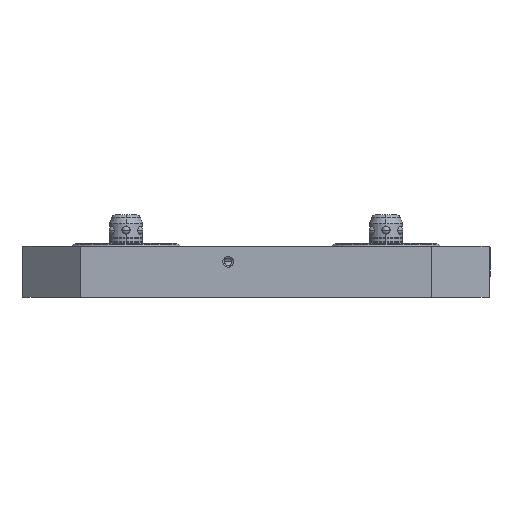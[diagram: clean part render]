
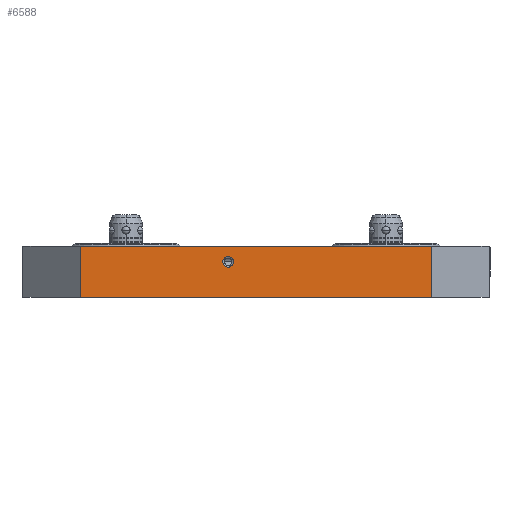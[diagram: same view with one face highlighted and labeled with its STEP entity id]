
A CAD part, left-side view. The second image highlights one B-rep face of the part: STEP entity #6588.
In plain terms, the highlighted planar face has unit normal (-1, 0, 0).
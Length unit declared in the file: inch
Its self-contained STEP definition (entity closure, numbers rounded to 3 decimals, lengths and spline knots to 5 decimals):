
#2637=CARTESIAN_POINT('',(-4.37008,0.66929,6.91831));
#2638=VERTEX_POINT('',#2637);
#2647=CARTESIAN_POINT('',(-4.37008,0.89469,6.69291));
#2648=VERTEX_POINT('',#2647);
#2649=CARTESIAN_POINT('',(-4.37008,0.66929,6.69291));
#2650=DIRECTION('',(1.0,0.0,0.0));
#2651=DIRECTION('',(0.0,1.0,0.0));
#2652=AXIS2_PLACEMENT_3D('',#2649,#2650,#2651);
#2653=CIRCLE('',#2652,0.22539);
#2654=EDGE_CURVE('',#2648,#2638,#2653,.T.);
#2679=CARTESIAN_POINT('',(-4.37008,0.66929,6.46752));
#2680=VERTEX_POINT('',#2679);
#2689=CARTESIAN_POINT('',(-4.37008,0.4439,6.69291));
#2690=VERTEX_POINT('',#2689);
#2691=CARTESIAN_POINT('',(-4.37008,0.66929,6.69291));
#2692=DIRECTION('',(1.0,0.0,0.0));
#2693=DIRECTION('',(0.0,1.0,0.0));
#2694=AXIS2_PLACEMENT_3D('',#2691,#2692,#2693);
#2695=CIRCLE('',#2694,0.22539);
#2696=EDGE_CURVE('',#2690,#2680,#2695,.T.);
#5392=CARTESIAN_POINT('',(-4.37008,0.66929,6.69291));
#5393=DIRECTION('',(1.0,0.0,0.0));
#5394=DIRECTION('',(0.0,1.0,0.0));
#5395=AXIS2_PLACEMENT_3D('',#5392,#5393,#5394);
#5396=CIRCLE('',#5395,0.22539);
#5397=EDGE_CURVE('',#2680,#2648,#5396,.T.);
#5410=CARTESIAN_POINT('',(-4.37008,0.66929,6.69291));
#5411=DIRECTION('',(1.0,0.0,0.0));
#5412=DIRECTION('',(0.0,1.0,0.0));
#5413=AXIS2_PLACEMENT_3D('',#5410,#5411,#5412);
#5414=CIRCLE('',#5413,0.22539);
#5415=EDGE_CURVE('',#2638,#2690,#5414,.T.);
#5762=CARTESIAN_POINT('',(-4.37008,0.,12.95276));
#5763=VERTEX_POINT('',#5762);
#5770=CARTESIAN_POINT('',(-4.37008,0.,-1.92913));
#5771=VERTEX_POINT('',#5770);
#5772=CARTESIAN_POINT('',(-4.37008,0.,12.95276));
#5773=DIRECTION('',(0.0,0.0,-1.0));
#5774=VECTOR('',#5773,14.88189);
#5775=LINE('',#5772,#5774);
#5776=EDGE_CURVE('',#5763,#5771,#5775,.T.);
#6540=CARTESIAN_POINT('',(-4.37008,2.16535,12.95276));
#6541=VERTEX_POINT('',#6540);
#6548=CARTESIAN_POINT('',(-4.37008,0.,12.95276));
#6549=DIRECTION('',(0.0,1.0,0.0));
#6550=VECTOR('',#6549,2.16535);
#6551=LINE('',#6548,#6550);
#6552=EDGE_CURVE('',#5763,#6541,#6551,.T.);
#6559=CARTESIAN_POINT('',(-4.37008,-0.10827,13.69685));
#6560=DIRECTION('',(-1.0,0.0,0.0));
#6561=DIRECTION('',(0.0,0.0,1.0));
#6562=AXIS2_PLACEMENT_3D('',#6559,#6560,#6561);
#6563=PLANE('',#6562);
#6564=CARTESIAN_POINT('',(-4.37008,2.16535,-1.92913));
#6565=VERTEX_POINT('',#6564);
#6566=CARTESIAN_POINT('',(-4.37008,2.16535,12.95276));
#6567=DIRECTION('',(0.0,0.0,-1.0));
#6568=VECTOR('',#6567,14.88189);
#6569=LINE('',#6566,#6568);
#6570=EDGE_CURVE('',#6541,#6565,#6569,.T.);
#6571=ORIENTED_EDGE('',*,*,#6570,.T.);
#6572=CARTESIAN_POINT('',(-4.37008,0.,-1.92913));
#6573=DIRECTION('',(0.0,1.0,0.0));
#6574=VECTOR('',#6573,2.16535);
#6575=LINE('',#6572,#6574);
#6576=EDGE_CURVE('',#5771,#6565,#6575,.T.);
#6577=ORIENTED_EDGE('',*,*,#6576,.F.);
#6578=ORIENTED_EDGE('',*,*,#5776,.F.);
#6579=ORIENTED_EDGE('',*,*,#6552,.T.);
#6580=EDGE_LOOP('',(#6571,#6577,#6578,#6579));
#6581=FACE_OUTER_BOUND('',#6580,.T.);
#6582=ORIENTED_EDGE('',*,*,#2654,.T.);
#6583=ORIENTED_EDGE('',*,*,#5415,.T.);
#6584=ORIENTED_EDGE('',*,*,#2696,.T.);
#6585=ORIENTED_EDGE('',*,*,#5397,.T.);
#6586=EDGE_LOOP('',(#6582,#6583,#6584,#6585));
#6587=FACE_BOUND('',#6586,.T.);
#6588=ADVANCED_FACE('',(#6581,#6587),#6563,.T.);
